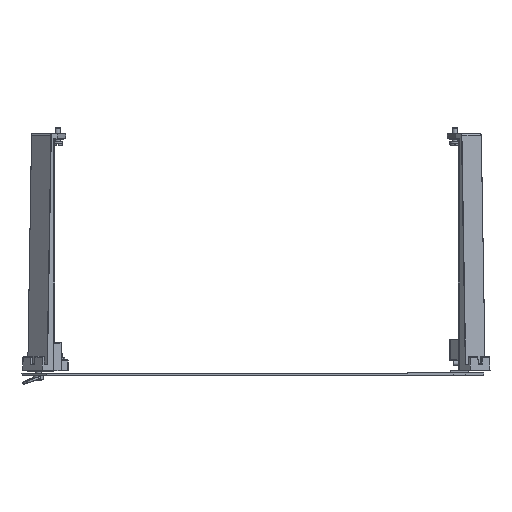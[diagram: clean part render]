
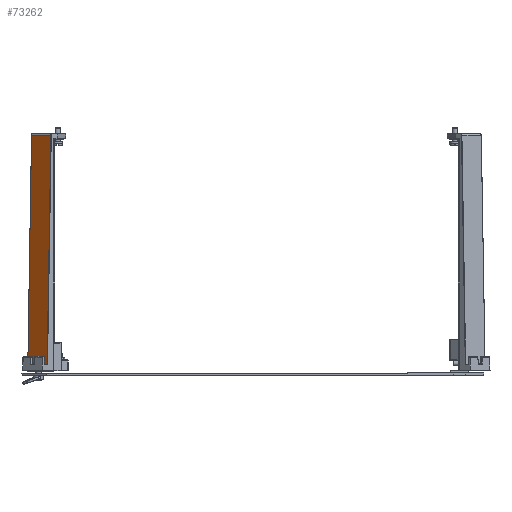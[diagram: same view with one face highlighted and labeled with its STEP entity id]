
A CAD part, front view. The second image highlights one B-rep face of the part: STEP entity #73262.
In plain terms, the highlighted planar face has unit normal (-0.707, -0.707, 0.023).
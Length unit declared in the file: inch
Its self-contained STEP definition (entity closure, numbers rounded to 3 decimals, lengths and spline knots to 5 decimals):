
#2140 = VERTEX_POINT ( 'NONE', #68731 ) ;
#6941 = EDGE_CURVE ( 'NONE', #2140, #79221, #75133, .T. ) ;
#10167 = AXIS2_PLACEMENT_3D ( 'NONE', #33249, #18190, #56252 ) ;
#15478 = ORIENTED_EDGE ( 'NONE', *, *, #6941, .T. ) ;
#15887 = VECTOR ( 'NONE', #25440, 39.37008 ) ;
#18190 = DIRECTION ( 'NONE',  ( -0.707, -0.707, 0.023 ) ) ;
#19615 = VECTOR ( 'NONE', #77272, 39.37008 ) ;
#20529 = VECTOR ( 'NONE', #85611, 39.37008 ) ;
#25440 = DIRECTION ( 'NONE',  ( -0.016, -0.016, -1. ) ) ;
#27911 = CARTESIAN_POINT ( 'NONE',  ( -7.36921, -9.06217, -0.58961 ) ) ;
#31099 = EDGE_CURVE ( 'NONE', #79221, #70002, #69768, .T. ) ;
#31423 = LINE ( 'NONE', #59978, #53532 ) ;
#33249 = CARTESIAN_POINT ( 'NONE',  ( -7.71473, -8.71473, -0.531 ) ) ;
#33471 = LINE ( 'NONE', #72955, #15887 ) ;
#37151 = CARTESIAN_POINT ( 'NONE',  ( -7.85046, -8.85046, -8.799 ) ) ;
#37380 = VERTEX_POINT ( 'NONE', #93393 ) ;
#37954 = DIRECTION ( 'NONE',  ( -0.707, 0.707, 0. ) ) ;
#40266 = FACE_OUTER_BOUND ( 'NONE', #50807, .T. ) ;
#48779 = PLANE ( 'NONE',  #10167 ) ;
#50807 = EDGE_LOOP ( 'NONE', ( #52311, #75842, #15478, #77679 ) ) ;
#52311 = ORIENTED_EDGE ( 'NONE', *, *, #97708, .T. ) ;
#53532 = VECTOR ( 'NONE', #37954, 39.37008 ) ;
#54265 = CARTESIAN_POINT ( 'NONE',  ( -7.36824, -9.06121, -0.531 ) ) ;
#56252 = DIRECTION ( 'NONE',  ( 0.016, 0.016, 1. ) ) ;
#59978 = CARTESIAN_POINT ( 'NONE',  ( -7.71569, -8.71569, -0.58961 ) ) ;
#60533 = CARTESIAN_POINT ( 'NONE',  ( -7.50398, -9.19694, -8.799 ) ) ;
#68731 = CARTESIAN_POINT ( 'NONE',  ( -8.19694, -8.50398, -8.799 ) ) ;
#69768 = LINE ( 'NONE', #54265, #19615 ) ;
#70002 = VERTEX_POINT ( 'NONE', #27911 ) ;
#72955 = CARTESIAN_POINT ( 'NONE',  ( -8.06121, -8.36824, -0.531 ) ) ;
#73262 = ADVANCED_FACE ( 'NONE', ( #40266 ), #48779, .T. ) ;
#75133 = LINE ( 'NONE', #37151, #20529 ) ;
#75842 = ORIENTED_EDGE ( 'NONE', *, *, #84126, .T. ) ;
#77272 = DIRECTION ( 'NONE',  ( 0.016, 0.016, 1. ) ) ;
#77679 = ORIENTED_EDGE ( 'NONE', *, *, #31099, .T. ) ;
#79221 = VERTEX_POINT ( 'NONE', #60533 ) ;
#84126 = EDGE_CURVE ( 'NONE', #37380, #2140, #33471, .T. ) ;
#85611 = DIRECTION ( 'NONE',  ( 0.707, -0.707, 0. ) ) ;
#93393 = CARTESIAN_POINT ( 'NONE',  ( -8.06217, -8.36921, -0.58961 ) ) ;
#97708 = EDGE_CURVE ( 'NONE', #70002, #37380, #31423, .T. ) ;
